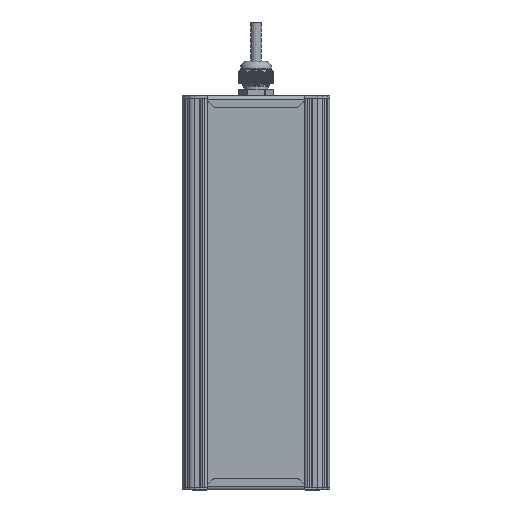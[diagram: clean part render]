
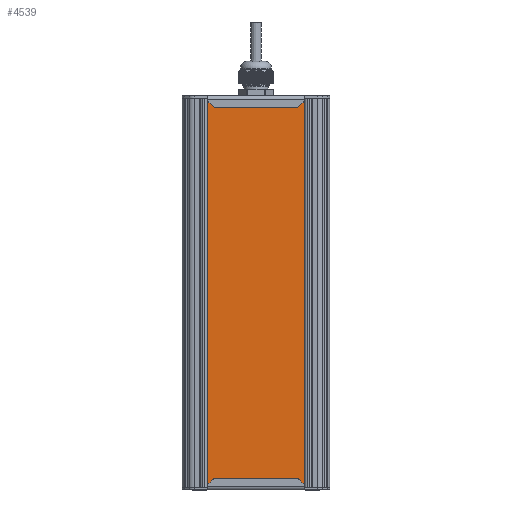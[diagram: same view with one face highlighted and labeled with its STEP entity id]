
A CAD part, front view. The second image highlights one B-rep face of the part: STEP entity #4539.
In plain terms, the highlighted face is planar.
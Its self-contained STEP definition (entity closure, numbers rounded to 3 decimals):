
#4539=ADVANCED_FACE('',(#11655),#11657,.T.);
#11655=FACE_BOUND('',#11656,.T.);
#11656=EDGE_LOOP('',(#37423,#37424,#37425,#37426));
#11657=PLANE('',#11658);
#11658=AXIS2_PLACEMENT_3D('',#11659,#11660,#11661);
#11659=CARTESIAN_POINT('',(120.465,593.492,117.308));
#11660=DIRECTION('',(0.,0.,-1.));
#11661=DIRECTION('',(0.,1.,0.));
#37423=ORIENTED_EDGE('',*,*,#43309,.T.);
#37424=ORIENTED_EDGE('',*,*,#43308,.T.);
#37425=ORIENTED_EDGE('',*,*,#43310,.F.);
#37426=ORIENTED_EDGE('',*,*,#43311,.F.);
#43308=EDGE_CURVE('',#48579,#48584,#48586,.T.);
#43309=EDGE_CURVE('',#48587,#48579,#48588,.T.);
#43310=EDGE_CURVE('',#48589,#48584,#48590,.T.);
#43311=EDGE_CURVE('',#48587,#48589,#48591,.T.);
#48579=VERTEX_POINT('',#66803);
#48584=VERTEX_POINT('',#66812);
#48586=LINE('',#66816,#66817);
#48587=VERTEX_POINT('',#66819);
#48588=LINE('',#66820,#66821);
#48589=VERTEX_POINT('',#66823);
#48590=LINE('',#66824,#66825);
#48591=LINE('',#66827,#66828);
#66803=CARTESIAN_POINT('',(120.465,679.838,117.308));
#66812=CARTESIAN_POINT('',(416.465,679.838,117.308));
#66816=CARTESIAN_POINT('',(120.465,679.838,117.308));
#66817=VECTOR('',#66818,1.);
#66818=DIRECTION('',(1.,0.,0.));
#66819=CARTESIAN_POINT('',(120.465,593.492,117.308));
#66820=CARTESIAN_POINT('',(120.465,593.492,117.308));
#66821=VECTOR('',#66822,1.);
#66822=DIRECTION('',(0.,1.,0.));
#66823=CARTESIAN_POINT('',(416.465,593.492,117.308));
#66824=CARTESIAN_POINT('',(416.465,593.492,117.308));
#66825=VECTOR('',#66826,1.);
#66826=DIRECTION('',(0.,1.,0.));
#66827=CARTESIAN_POINT('',(120.465,593.492,117.308));
#66828=VECTOR('',#66829,1.);
#66829=DIRECTION('',(1.,0.,0.));
